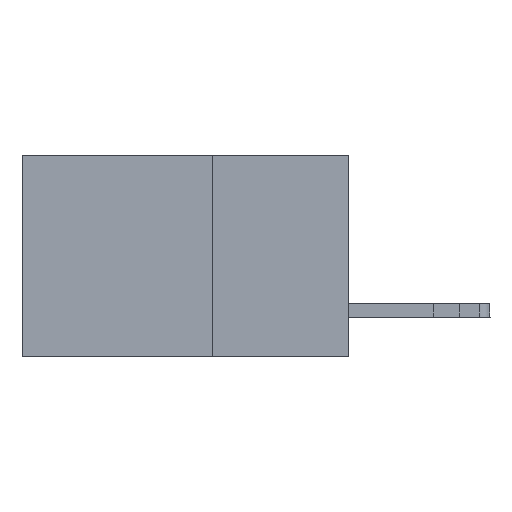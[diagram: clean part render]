
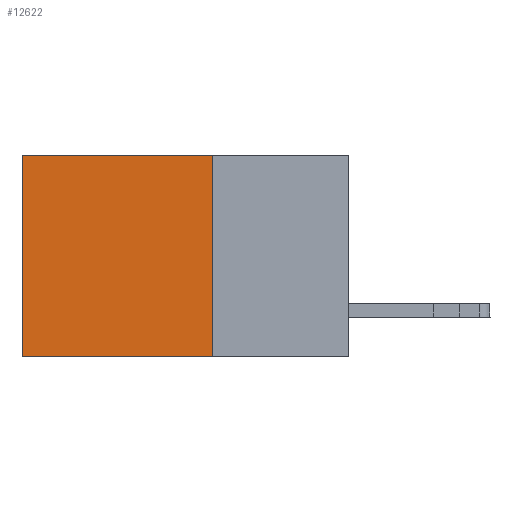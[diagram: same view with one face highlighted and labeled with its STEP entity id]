
A CAD part, left-side view. The second image highlights one B-rep face of the part: STEP entity #12622.
In plain terms, the highlighted planar face has unit normal (-1, 0, 0).
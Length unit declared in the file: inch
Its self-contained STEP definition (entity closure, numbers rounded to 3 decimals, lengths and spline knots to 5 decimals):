
#112 = CARTESIAN_POINT ( 'NONE',  ( 0.298, 0.25, 0. ) ) ;
#324 = CARTESIAN_POINT ( 'NONE',  ( 0.298, 0.25, -0.37 ) ) ;
#1384 = CARTESIAN_POINT ( 'NONE',  ( 0.298, 0.6, -0.37 ) ) ;
#1518 = VECTOR ( 'NONE', #22623, 39.37008 ) ;
#2950 = CARTESIAN_POINT ( 'NONE',  ( 0.298, 0.25, -0.37 ) ) ;
#3739 = CARTESIAN_POINT ( 'NONE',  ( 0.298, 0.25, 0. ) ) ;
#4146 = EDGE_CURVE ( 'NONE', #12746, #11039, #14416, .T. ) ;
#4696 = VECTOR ( 'NONE', #17728, 39.37008 ) ;
#5998 = LINE ( 'NONE', #112, #19052 ) ;
#6110 = AXIS2_PLACEMENT_3D ( 'NONE', #18421, #6804, #21028 ) ;
#6804 = DIRECTION ( 'NONE',  ( 1., 0., 0. ) ) ;
#6906 = ORIENTED_EDGE ( 'NONE', *, *, #22966, .T. ) ;
#8500 = VERTEX_POINT ( 'NONE', #11302 ) ;
#9972 = CARTESIAN_POINT ( 'NONE',  ( 0.298, 0.6, 0. ) ) ;
#10850 = ORIENTED_EDGE ( 'NONE', *, *, #19585, .T. ) ;
#10934 = FACE_OUTER_BOUND ( 'NONE', #11105, .T. ) ;
#11039 = VERTEX_POINT ( 'NONE', #1384 ) ;
#11087 = DIRECTION ( 'NONE',  ( 0., 1., 0. ) ) ;
#11105 = EDGE_LOOP ( 'NONE', ( #6906, #19529, #14012, #10850 ) ) ;
#11302 = CARTESIAN_POINT ( 'NONE',  ( 0.298, 0.6, 0. ) ) ;
#11959 = LINE ( 'NONE', #9972, #4696 ) ;
#12167 = PLANE ( 'NONE',  #6110 ) ;
#12622 = ADVANCED_FACE ( 'NONE', ( #10934 ), #12167, .F. ) ;
#12746 = VERTEX_POINT ( 'NONE', #2950 ) ;
#13460 = VECTOR ( 'NONE', #11087, 39.37008 ) ;
#14012 = ORIENTED_EDGE ( 'NONE', *, *, #21728, .F. ) ;
#14416 = LINE ( 'NONE', #324, #1518 ) ;
#15073 = LINE ( 'NONE', #16667, #13460 ) ;
#16029 = VERTEX_POINT ( 'NONE', #3739 ) ;
#16667 = CARTESIAN_POINT ( 'NONE',  ( 0.298, 0.25, 0. ) ) ;
#17728 = DIRECTION ( 'NONE',  ( 0., 0., -1. ) ) ;
#18421 = CARTESIAN_POINT ( 'NONE',  ( 0.298, 0.25, 0. ) ) ;
#19052 = VECTOR ( 'NONE', #26161, 39.37008 ) ;
#19529 = ORIENTED_EDGE ( 'NONE', *, *, #4146, .F. ) ;
#19585 = EDGE_CURVE ( 'NONE', #16029, #8500, #15073, .T. ) ;
#21028 = DIRECTION ( 'NONE',  ( 0., 0., -1. ) ) ;
#21728 = EDGE_CURVE ( 'NONE', #16029, #12746, #5998, .T. ) ;
#22623 = DIRECTION ( 'NONE',  ( 0., 1., 0. ) ) ;
#22966 = EDGE_CURVE ( 'NONE', #8500, #11039, #11959, .T. ) ;
#26161 = DIRECTION ( 'NONE',  ( 0., 0., -1. ) ) ;
